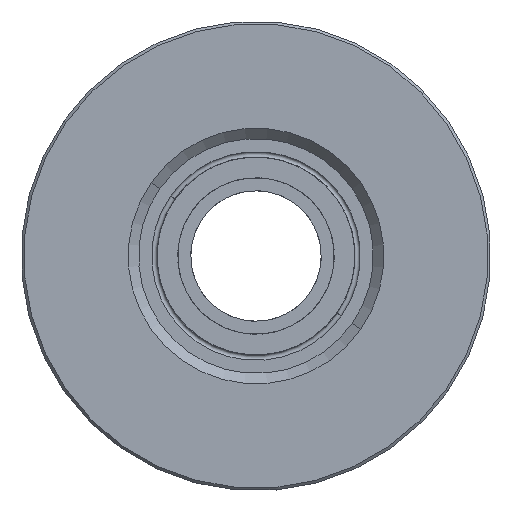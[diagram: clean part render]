
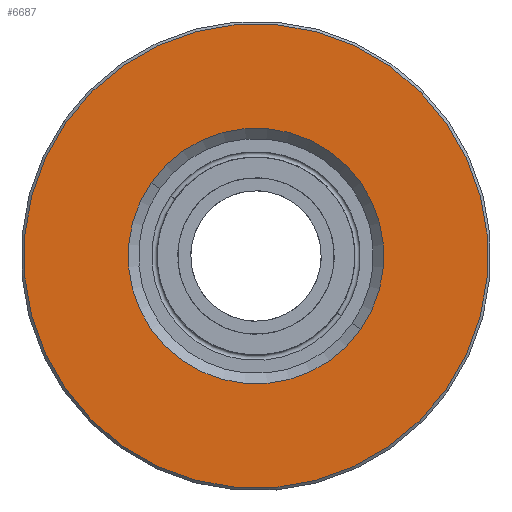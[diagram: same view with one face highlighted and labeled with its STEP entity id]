
A CAD part, front view. The second image highlights one B-rep face of the part: STEP entity #6687.
In plain terms, the highlighted planar face has unit normal (0, -1, 0).
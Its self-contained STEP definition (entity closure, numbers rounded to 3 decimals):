
#161 = AXIS2_PLACEMENT_3D ( 'NONE', #532, #4866, #1150 ) ;
#327 = CIRCLE ( 'NONE', #161, 4.9 ) ;
#359 = CIRCLE ( 'NONE', #7300, 4.9 ) ;
#532 = CARTESIAN_POINT ( 'NONE',  ( 0., -4.25, 0. ) ) ;
#1024 = DIRECTION ( 'NONE',  ( 0., -1., 0. ) ) ;
#1136 = DIRECTION ( 'NONE',  ( 0., 1., 0. ) ) ;
#1150 = DIRECTION ( 'NONE',  ( 0., 0., 1. ) ) ;
#1351 = AXIS2_PLACEMENT_3D ( 'NONE', #1922, #6259, #2550 ) ;
#1354 = ORIENTED_EDGE ( 'NONE', *, *, #5085, .T. ) ;
#1515 = EDGE_CURVE ( 'NONE', #6549, #6476, #6767, .T. ) ;
#1922 = CARTESIAN_POINT ( 'NONE',  ( 4.5, -4.25, 0. ) ) ;
#2013 = DIRECTION ( 'NONE',  ( 0., -1., 0. ) ) ;
#2422 = AXIS2_PLACEMENT_3D ( 'NONE', #4737, #1024, #5364 ) ;
#2550 = DIRECTION ( 'NONE',  ( 0., 0., 1. ) ) ;
#2595 = VERTEX_POINT ( 'NONE', #6093 ) ;
#2965 = ORIENTED_EDGE ( 'NONE', *, *, #1515, .T. ) ;
#3003 = CARTESIAN_POINT ( 'NONE',  ( 0., -4.25, 8.9 ) ) ;
#3456 = AXIS2_PLACEMENT_3D ( 'NONE', #5725, #2013, #6339 ) ;
#3642 = CIRCLE ( 'NONE', #2422, 8.9 ) ;
#3716 = CARTESIAN_POINT ( 'NONE',  ( 0., -4.25, 0. ) ) ;
#3782 = PLANE ( 'NONE',  #1351 ) ;
#4148 = EDGE_CURVE ( 'NONE', #5046, #2595, #359, .T. ) ;
#4192 = CARTESIAN_POINT ( 'NONE',  ( 0., -4.25, -8.9 ) ) ;
#4327 = ORIENTED_EDGE ( 'NONE', *, *, #4148, .T. ) ;
#4345 = DIRECTION ( 'NONE',  ( 0., 0., 1. ) ) ;
#4728 = EDGE_LOOP ( 'NONE', ( #2965, #1354 ) ) ;
#4737 = CARTESIAN_POINT ( 'NONE',  ( 0., -4.25, 0. ) ) ;
#4866 = DIRECTION ( 'NONE',  ( 0., 1., 0. ) ) ;
#4954 = FACE_OUTER_BOUND ( 'NONE', #4728, .T. ) ;
#5046 = VERTEX_POINT ( 'NONE', #5932 ) ;
#5085 = EDGE_CURVE ( 'NONE', #6476, #6549, #3642, .T. ) ;
#5214 = EDGE_LOOP ( 'NONE', ( #4327, #6201 ) ) ;
#5364 = DIRECTION ( 'NONE',  ( 0., 0., 1. ) ) ;
#5725 = CARTESIAN_POINT ( 'NONE',  ( 0., -4.25, 0. ) ) ;
#5932 = CARTESIAN_POINT ( 'NONE',  ( 0., -4.25, -4.9 ) ) ;
#5938 = EDGE_CURVE ( 'NONE', #2595, #5046, #327, .T. ) ;
#6093 = CARTESIAN_POINT ( 'NONE',  ( 0., -4.25, 4.9 ) ) ;
#6201 = ORIENTED_EDGE ( 'NONE', *, *, #5938, .T. ) ;
#6259 = DIRECTION ( 'NONE',  ( 0., 1., 0. ) ) ;
#6339 = DIRECTION ( 'NONE',  ( 0., 0., 1. ) ) ;
#6476 = VERTEX_POINT ( 'NONE', #4192 ) ;
#6549 = VERTEX_POINT ( 'NONE', #3003 ) ;
#6580 = FACE_BOUND ( 'NONE', #5214, .T. ) ;
#6687 = ADVANCED_FACE ( 'NONE', ( #4954, #6580 ), #3782, .F. ) ;
#6767 = CIRCLE ( 'NONE', #3456, 8.9 ) ;
#7300 = AXIS2_PLACEMENT_3D ( 'NONE', #3716, #1136, #4345 ) ;
